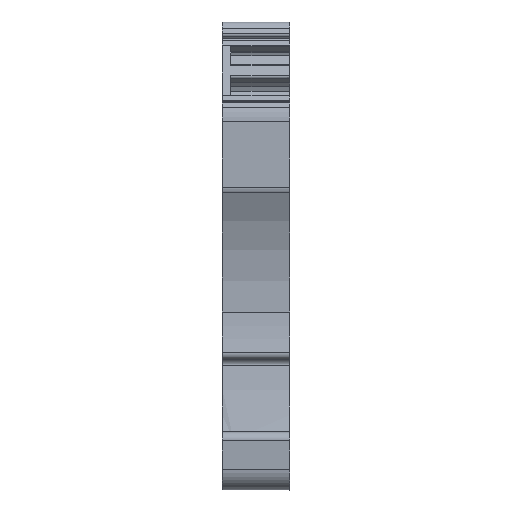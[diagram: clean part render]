
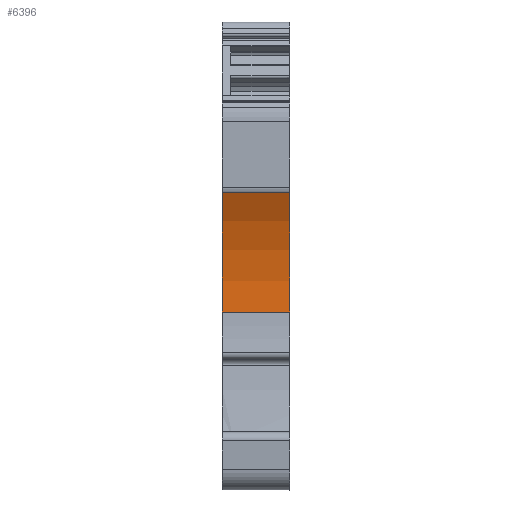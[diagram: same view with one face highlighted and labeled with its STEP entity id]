
A CAD part, front view. The second image highlights one B-rep face of the part: STEP entity #6396.
In plain terms, the highlighted cylindrical face has radius 20 mm (diameter 40 mm), a partial arc.
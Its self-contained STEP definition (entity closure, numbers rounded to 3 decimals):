
#1187=AXIS2_PLACEMENT_3D('Circle Axis2P3D',#1185,#1186,$) ;
#6376=AXIS2_PLACEMENT_3D('Cylinder Axis2P3D',#6373,#6374,#6375) ;
#6387=AXIS2_PLACEMENT_3D('Circle Axis2P3D',#6385,#6386,$) ;
#1182=CARTESIAN_POINT('Vertex',(0.,2.453,16.2)) ;
#1185=CARTESIAN_POINT('Axis2P3D Location',(0.,-17.497,17.611)) ;
#1189=CARTESIAN_POINT('Vertex',(0.,0.119,27.08)) ;
#6354=CARTESIAN_POINT('Line Origine',(3.05,0.119,27.08)) ;
#6358=CARTESIAN_POINT('Vertex',(6.1,0.119,27.08)) ;
#6373=CARTESIAN_POINT('Axis2P3D Location',(3.05,-17.497,17.611)) ;
#6378=CARTESIAN_POINT('Line Origine',(3.05,2.453,16.2)) ;
#6382=CARTESIAN_POINT('Vertex',(6.1,2.453,16.2)) ;
#6385=CARTESIAN_POINT('Axis2P3D Location',(6.1,-17.497,17.611)) ;
#1186=DIRECTION('Axis2P3D Direction',(-1.,0.,0.)) ;
#6355=DIRECTION('Vector Direction',(-1.,0.,0.)) ;
#6374=DIRECTION('Axis2P3D Direction',(-1.,0.,0.)) ;
#6375=DIRECTION('Axis2P3D XDirection',(0.,0.881,0.473)) ;
#6379=DIRECTION('Vector Direction',(-1.,0.,0.)) ;
#6386=DIRECTION('Axis2P3D Direction',(-1.,0.,0.)) ;
#6356=VECTOR('Line Direction',#6355,1.) ;
#6380=VECTOR('Line Direction',#6379,1.) ;
#6391=ORIENTED_EDGE('',*,*,#6384,.F.) ;
#6392=ORIENTED_EDGE('',*,*,#6389,.T.) ;
#6393=ORIENTED_EDGE('',*,*,#6360,.T.) ;
#6394=ORIENTED_EDGE('',*,*,#1191,.F.) ;
#6396=ADVANCED_FACE('KLTR',(#6395),#6377,.F.) ;
#1188=CIRCLE('generated circle',#1187,20.) ;
#6388=CIRCLE('generated circle',#6387,20.) ;
#6377=CYLINDRICAL_SURFACE('generated cylinder',#6376,20.) ;
#1191=EDGE_CURVE('',#1183,#1190,#1188,.F.) ;
#6360=EDGE_CURVE('',#6359,#1190,#6357,.T.) ;
#6384=EDGE_CURVE('',#6383,#1183,#6381,.T.) ;
#6389=EDGE_CURVE('',#6383,#6359,#6388,.F.) ;
#6390=EDGE_LOOP('',(#6391,#6392,#6393,#6394)) ;
#6395=FACE_OUTER_BOUND('',#6390,.T.) ;
#6357=LINE('Line',#6354,#6356) ;
#6381=LINE('Line',#6378,#6380) ;
#1183=VERTEX_POINT('',#1182) ;
#1190=VERTEX_POINT('',#1189) ;
#6359=VERTEX_POINT('',#6358) ;
#6383=VERTEX_POINT('',#6382) ;
